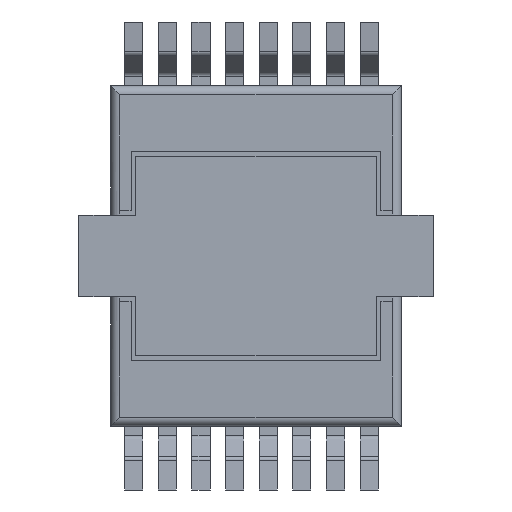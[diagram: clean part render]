
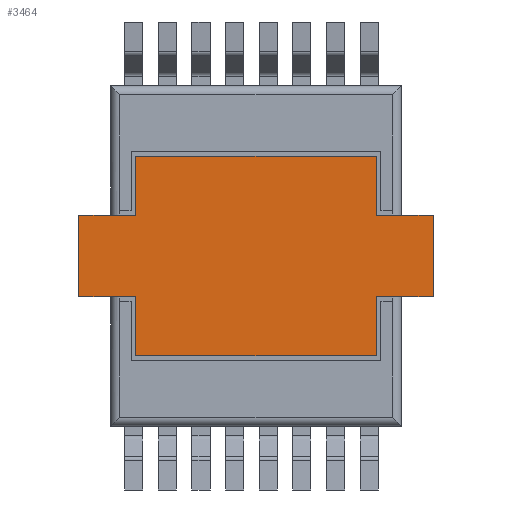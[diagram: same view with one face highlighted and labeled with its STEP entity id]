
A CAD part, front view. The second image highlights one B-rep face of the part: STEP entity #3464.
In plain terms, the highlighted planar face has unit normal (0, -1, 0).
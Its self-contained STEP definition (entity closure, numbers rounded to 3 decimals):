
#241 = VERTEX_POINT ( 'NONE', #2503 ) ;
#753 = AXIS2_PLACEMENT_3D ( 'NONE', #2508, #10154, #2464 ) ;
#1057 = VECTOR ( 'NONE', #7976, 1000. ) ;
#1113 = VERTEX_POINT ( 'NONE', #11252 ) ;
#1212 = CARTESIAN_POINT ( 'NONE',  ( -3.9, -0.05, -0.9 ) ) ;
#1240 = VERTEX_POINT ( 'NONE', #4193 ) ;
#1324 = CARTESIAN_POINT ( 'NONE',  ( 2.65, -0.05, -0.9 ) ) ;
#1491 = LINE ( 'NONE', #4234, #8041 ) ;
#1526 = VERTEX_POINT ( 'NONE', #12423 ) ;
#1590 = EDGE_CURVE ( 'NONE', #8439, #11406, #4222, .T. ) ;
#1755 = ORIENTED_EDGE ( 'NONE', *, *, #1590, .T. ) ;
#1777 = EDGE_CURVE ( 'NONE', #7174, #12234, #8822, .T. ) ;
#1847 = CARTESIAN_POINT ( 'NONE',  ( -2.65, -0.05, 0.9 ) ) ;
#1853 = LINE ( 'NONE', #12425, #11432 ) ;
#1981 = DIRECTION ( 'NONE',  ( 0., 0., 1. ) ) ;
#2155 = ORIENTED_EDGE ( 'NONE', *, *, #12308, .T. ) ;
#2337 = ORIENTED_EDGE ( 'NONE', *, *, #4390, .T. ) ;
#2464 = DIRECTION ( 'NONE',  ( 0., 0., -1. ) ) ;
#2503 = CARTESIAN_POINT ( 'NONE',  ( -3.9, -0.05, 0.9 ) ) ;
#2508 = CARTESIAN_POINT ( 'NONE',  ( 0., -0.05, 0. ) ) ;
#2631 = CARTESIAN_POINT ( 'NONE',  ( -2.65, -0.05, -0.9 ) ) ;
#2778 = VECTOR ( 'NONE', #4450, 1000. ) ;
#3088 = EDGE_CURVE ( 'NONE', #1526, #8439, #1853, .T. ) ;
#3125 = DIRECTION ( 'NONE',  ( 0., 0., 1. ) ) ;
#3213 = VECTOR ( 'NONE', #12434, 1000. ) ;
#3336 = EDGE_CURVE ( 'NONE', #8753, #1113, #1491, .T. ) ;
#3384 = EDGE_CURVE ( 'NONE', #5780, #1240, #5385, .T. ) ;
#3426 = VECTOR ( 'NONE', #1981, 1000. ) ;
#3464 = ADVANCED_FACE ( 'NONE', ( #5734 ), #8284, .T. ) ;
#3572 = ORIENTED_EDGE ( 'NONE', *, *, #5199, .T. ) ;
#3580 = VECTOR ( 'NONE', #12011, 1000. ) ;
#3846 = EDGE_LOOP ( 'NONE', ( #11446, #9965, #2155, #9514, #5712, #3572, #4294, #2337, #9401, #8581, #4905, #1755 ) ) ;
#3849 = DIRECTION ( 'NONE',  ( 0., 0., -1. ) ) ;
#4107 = DIRECTION ( 'NONE',  ( -1., 0., 0. ) ) ;
#4193 = CARTESIAN_POINT ( 'NONE',  ( 2.65, -0.05, 0.9 ) ) ;
#4222 = LINE ( 'NONE', #10616, #10188 ) ;
#4234 = CARTESIAN_POINT ( 'NONE',  ( -2.65, -0.05, -2.2 ) ) ;
#4294 = ORIENTED_EDGE ( 'NONE', *, *, #1777, .T. ) ;
#4295 = LINE ( 'NONE', #7678, #7997 ) ;
#4320 = CARTESIAN_POINT ( 'NONE',  ( 3.9, -0.05, 0.9 ) ) ;
#4362 = DIRECTION ( 'NONE',  ( 0., 0., -1. ) ) ;
#4390 = EDGE_CURVE ( 'NONE', #12234, #5780, #6731, .T. ) ;
#4450 = DIRECTION ( 'NONE',  ( 0., 0., -1. ) ) ;
#4525 = VERTEX_POINT ( 'NONE', #1212 ) ;
#4728 = CARTESIAN_POINT ( 'NONE',  ( 2.65, -0.05, -2.2 ) ) ;
#4806 = VECTOR ( 'NONE', #3125, 1000. ) ;
#4905 = ORIENTED_EDGE ( 'NONE', *, *, #3088, .T. ) ;
#4920 = CARTESIAN_POINT ( 'NONE',  ( 3.9, -0.05, 0.9 ) ) ;
#5199 = EDGE_CURVE ( 'NONE', #10210, #7174, #9978, .T. ) ;
#5385 = LINE ( 'NONE', #4320, #3580 ) ;
#5454 = EDGE_CURVE ( 'NONE', #11406, #241, #10415, .T. ) ;
#5568 = CARTESIAN_POINT ( 'NONE',  ( 3.9, -0.05, -0.9 ) ) ;
#5712 = ORIENTED_EDGE ( 'NONE', *, *, #8464, .T. ) ;
#5734 = FACE_OUTER_BOUND ( 'NONE', #3846, .T. ) ;
#5780 = VERTEX_POINT ( 'NONE', #4920 ) ;
#5860 = DIRECTION ( 'NONE',  ( -1., 0., 0. ) ) ;
#5900 = CARTESIAN_POINT ( 'NONE',  ( 2.65, -0.05, -2.2 ) ) ;
#5948 = VECTOR ( 'NONE', #8869, 1000. ) ;
#6363 = LINE ( 'NONE', #9533, #3213 ) ;
#6731 = LINE ( 'NONE', #9454, #3426 ) ;
#7086 = CARTESIAN_POINT ( 'NONE',  ( 2.65, -0.05, 0.9 ) ) ;
#7174 = VERTEX_POINT ( 'NONE', #10302 ) ;
#7568 = CARTESIAN_POINT ( 'NONE',  ( -2.65, -0.05, 2.2 ) ) ;
#7591 = EDGE_CURVE ( 'NONE', #1240, #1526, #11816, .T. ) ;
#7678 = CARTESIAN_POINT ( 'NONE',  ( -2.65, -0.05, -2.2 ) ) ;
#7717 = DIRECTION ( 'NONE',  ( 1., 0., 0. ) ) ;
#7976 = DIRECTION ( 'NONE',  ( 1., 0., 0. ) ) ;
#7997 = VECTOR ( 'NONE', #7717, 1000. ) ;
#8041 = VECTOR ( 'NONE', #4362, 1000. ) ;
#8086 = CARTESIAN_POINT ( 'NONE',  ( -3.9, -0.05, 0.9 ) ) ;
#8284 = PLANE ( 'NONE',  #753 ) ;
#8439 = VERTEX_POINT ( 'NONE', #7568 ) ;
#8464 = EDGE_CURVE ( 'NONE', #1113, #10210, #4295, .T. ) ;
#8581 = ORIENTED_EDGE ( 'NONE', *, *, #7591, .T. ) ;
#8746 = EDGE_CURVE ( 'NONE', #241, #4525, #9791, .T. ) ;
#8753 = VERTEX_POINT ( 'NONE', #2631 ) ;
#8822 = LINE ( 'NONE', #1324, #1057 ) ;
#8869 = DIRECTION ( 'NONE',  ( 0., 0., 1. ) ) ;
#9401 = ORIENTED_EDGE ( 'NONE', *, *, #3384, .T. ) ;
#9454 = CARTESIAN_POINT ( 'NONE',  ( 3.9, -0.05, -0.9 ) ) ;
#9514 = ORIENTED_EDGE ( 'NONE', *, *, #3336, .T. ) ;
#9533 = CARTESIAN_POINT ( 'NONE',  ( -3.9, -0.05, -0.9 ) ) ;
#9666 = VECTOR ( 'NONE', #4107, 1000. ) ;
#9791 = LINE ( 'NONE', #8086, #2778 ) ;
#9885 = CARTESIAN_POINT ( 'NONE',  ( -2.65, -0.05, 0.9 ) ) ;
#9965 = ORIENTED_EDGE ( 'NONE', *, *, #8746, .T. ) ;
#9978 = LINE ( 'NONE', #4728, #5948 ) ;
#10154 = DIRECTION ( 'NONE',  ( 0., -1., 0. ) ) ;
#10188 = VECTOR ( 'NONE', #3849, 1000. ) ;
#10210 = VERTEX_POINT ( 'NONE', #5900 ) ;
#10302 = CARTESIAN_POINT ( 'NONE',  ( 2.65, -0.05, -0.9 ) ) ;
#10415 = LINE ( 'NONE', #9885, #9666 ) ;
#10616 = CARTESIAN_POINT ( 'NONE',  ( -2.65, -0.05, 0.9 ) ) ;
#11252 = CARTESIAN_POINT ( 'NONE',  ( -2.65, -0.05, -2.2 ) ) ;
#11406 = VERTEX_POINT ( 'NONE', #1847 ) ;
#11432 = VECTOR ( 'NONE', #5860, 1000. ) ;
#11446 = ORIENTED_EDGE ( 'NONE', *, *, #5454, .T. ) ;
#11816 = LINE ( 'NONE', #7086, #4806 ) ;
#12011 = DIRECTION ( 'NONE',  ( -1., 0., 0. ) ) ;
#12234 = VERTEX_POINT ( 'NONE', #5568 ) ;
#12308 = EDGE_CURVE ( 'NONE', #4525, #8753, #6363, .T. ) ;
#12423 = CARTESIAN_POINT ( 'NONE',  ( 2.65, -0.05, 2.2 ) ) ;
#12425 = CARTESIAN_POINT ( 'NONE',  ( -2.65, -0.05, 2.2 ) ) ;
#12434 = DIRECTION ( 'NONE',  ( 1., 0., 0. ) ) ;
